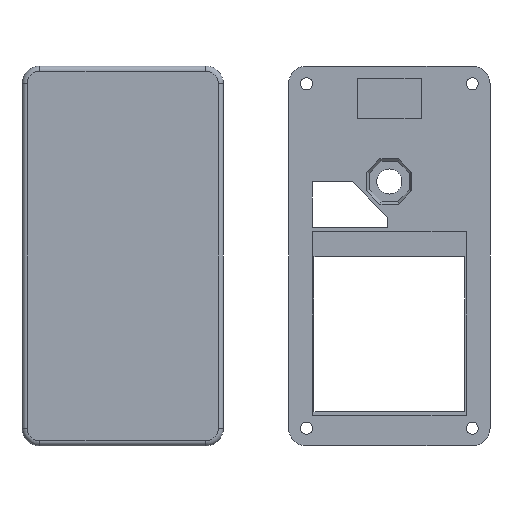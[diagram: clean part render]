
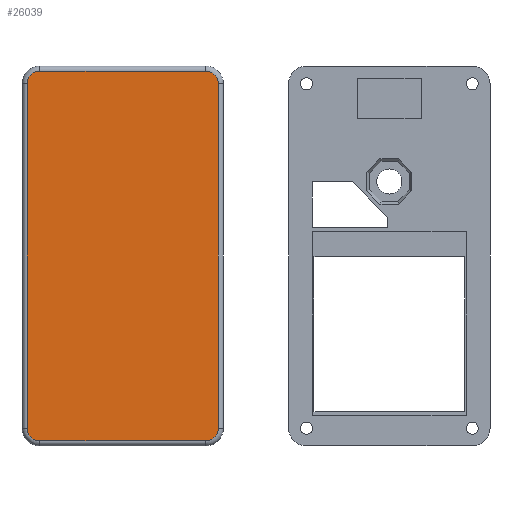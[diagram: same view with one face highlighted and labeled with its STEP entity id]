
A CAD part, front view. The second image highlights one B-rep face of the part: STEP entity #26039.
In plain terms, the highlighted planar face has unit normal (0, -1, 0).
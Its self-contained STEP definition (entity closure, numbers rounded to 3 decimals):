
#2859=CIRCLE('',#27656,2.54);
#2865=CIRCLE('',#27664,2.54);
#2869=CIRCLE('',#27670,2.54);
#2873=CIRCLE('',#27676,2.54);
#3395=FACE_OUTER_BOUND('',#4866,.T.);
#4866=EDGE_LOOP('',(#17522,#17523,#17524,#17525,#17526,#17527,#17528,#17529));
#6493=LINE('',#33197,#8474);
#6495=LINE('',#33209,#8476);
#6497=LINE('',#33221,#8478);
#6498=LINE('',#33229,#8479);
#8474=VECTOR('',#28964,10.);
#8476=VECTOR('',#28978,10.);
#8478=VECTOR('',#28992,10.);
#8479=VECTOR('',#29003,10.);
#10441=VERTEX_POINT('',#33185);
#10442=VERTEX_POINT('',#33187);
#10444=VERTEX_POINT('',#33193);
#10446=VERTEX_POINT('',#33199);
#10448=VERTEX_POINT('',#33205);
#10450=VERTEX_POINT('',#33211);
#10452=VERTEX_POINT('',#33217);
#10454=VERTEX_POINT('',#33223);
#13233=EDGE_CURVE('',#10441,#10442,#2859,.T.);
#13238=EDGE_CURVE('',#10442,#10444,#6493,.T.);
#13241=EDGE_CURVE('',#10444,#10446,#2865,.T.);
#13244=EDGE_CURVE('',#10446,#10448,#6495,.T.);
#13247=EDGE_CURVE('',#10448,#10450,#2869,.T.);
#13250=EDGE_CURVE('',#10450,#10452,#6497,.T.);
#13253=EDGE_CURVE('',#10452,#10454,#2873,.T.);
#13254=EDGE_CURVE('',#10454,#10441,#6498,.T.);
#17522=ORIENTED_EDGE('',*,*,#13233,.F.);
#17523=ORIENTED_EDGE('',*,*,#13254,.F.);
#17524=ORIENTED_EDGE('',*,*,#13253,.F.);
#17525=ORIENTED_EDGE('',*,*,#13250,.F.);
#17526=ORIENTED_EDGE('',*,*,#13247,.F.);
#17527=ORIENTED_EDGE('',*,*,#13244,.F.);
#17528=ORIENTED_EDGE('',*,*,#13241,.F.);
#17529=ORIENTED_EDGE('',*,*,#13238,.F.);
#25535=PLANE('',#27682);
#26039=ADVANCED_FACE('',(#3395),#25535,.F.);
#27656=AXIS2_PLACEMENT_3D('',#33188,#28953,#28954);
#27664=AXIS2_PLACEMENT_3D('',#33203,#28971,#28972);
#27670=AXIS2_PLACEMENT_3D('',#33215,#28985,#28986);
#27676=AXIS2_PLACEMENT_3D('',#33227,#28999,#29000);
#27682=AXIS2_PLACEMENT_3D('',#33240,#29018,#29019);
#28953=DIRECTION('center_axis',(0.,1.,0.));
#28954=DIRECTION('ref_axis',(-0.707,0.,-0.707));
#28964=DIRECTION('',(0.,0.,1.));
#28971=DIRECTION('center_axis',(0.,1.,0.));
#28972=DIRECTION('ref_axis',(-0.707,0.,0.707));
#28978=DIRECTION('',(1.,0.,0.));
#28985=DIRECTION('center_axis',(0.,1.,0.));
#28986=DIRECTION('ref_axis',(0.707,0.,0.707));
#28992=DIRECTION('',(0.,0.,-1.));
#28999=DIRECTION('center_axis',(0.,1.,0.));
#29000=DIRECTION('ref_axis',(0.707,0.,-0.707));
#29003=DIRECTION('',(-1.,0.,0.));
#29018=DIRECTION('center_axis',(0.,1.,0.));
#29019=DIRECTION('ref_axis',(1.,0.,0.));
#33185=CARTESIAN_POINT('',(-16.51,0.,-36.83));
#33187=CARTESIAN_POINT('',(-19.05,0.,-34.29));
#33188=CARTESIAN_POINT('Origin',(-16.51,0.,-34.29));
#33193=CARTESIAN_POINT('',(-19.05,0.,34.29));
#33197=CARTESIAN_POINT('',(-19.05,0.,-17.145));
#33199=CARTESIAN_POINT('',(-16.51,0.,36.83));
#33203=CARTESIAN_POINT('Origin',(-16.51,0.,34.29));
#33205=CARTESIAN_POINT('',(16.51,0.,36.83));
#33209=CARTESIAN_POINT('',(-8.255,0.,36.83));
#33211=CARTESIAN_POINT('',(19.05,0.,34.29));
#33215=CARTESIAN_POINT('Origin',(16.51,0.,34.29));
#33217=CARTESIAN_POINT('',(19.05,0.,-34.29));
#33221=CARTESIAN_POINT('',(19.05,0.,17.145));
#33223=CARTESIAN_POINT('',(16.51,0.,-36.83));
#33227=CARTESIAN_POINT('Origin',(16.51,0.,-34.29));
#33229=CARTESIAN_POINT('',(8.255,0.,-36.83));
#33240=CARTESIAN_POINT('Origin',(0.,0.,0.));
